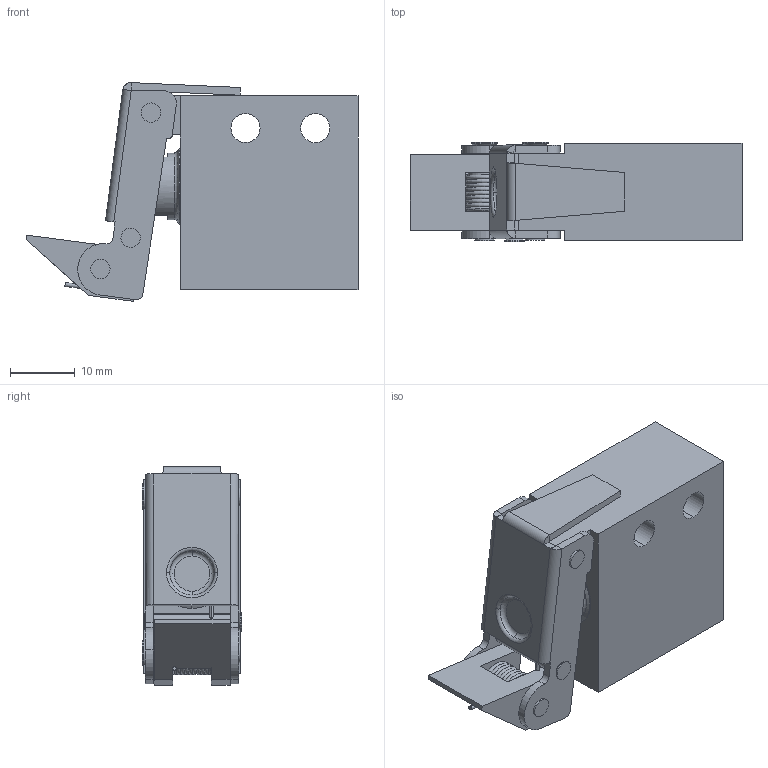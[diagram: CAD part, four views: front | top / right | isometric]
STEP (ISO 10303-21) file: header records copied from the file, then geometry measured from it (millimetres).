
FILE_DESCRIPTION (( 'STEP AP214' ), '1' );
FILE_NAME ('08_048_4.STEP', '2016-01-08T08:02:49', ( '' ), ( '' ), 'SwSTEP 2.0', 'SolidWorks 2016', '' );
FILE_SCHEMA (( 'AUTOMOTIVE_DESIGN' ));
Length unit declared in the file: millimetre
Products named in the file (1): 08_048_4
Bounding box: 51.34 x 15.4 x 33.82 mm (x, y, z)
Volume: 14589.2 mm3; surface area: 7879.6 mm2
Topology: 3 solids, 3 shells, 203 faces, 483 edges, 306 vertices
Faces by surface type: plane 82, cylinder 76, cone 18, bspline 13, torus 10, sphere 4
Entity records: 12945 total; most frequent: CARTESIAN_POINT 6322, DIRECTION 1026, ORIENTED_EDGE 952, EDGE_CURVE 476, AXIS2_PLACEMENT_3D 398, VERTEX_POINT 303, EDGE_LOOP 239, VECTOR 230
